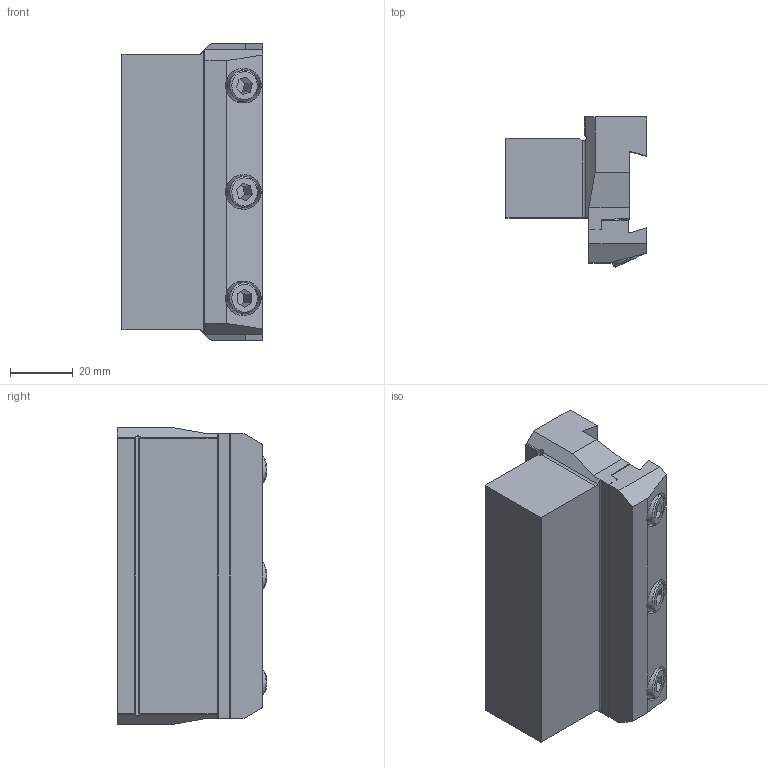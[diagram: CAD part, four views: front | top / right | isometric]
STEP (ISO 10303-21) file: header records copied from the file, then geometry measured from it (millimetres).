
FILE_DESCRIPTION(/* description */ (''),/* implementation_level */ '2;1');
FILE_NAME(/* name */ '150.10-16-20JETI.stp',/* time_stamp */ '2020-04-10T08:14:04+06:00',/* author */ (''),/* organization */ (''),/* preprocessor_version */ 'ST-DEVELOPER v16.7',/* originating_system */ 'SIEMENS PLM Software NX 12.0',/* authorisation */ '');
FILE_SCHEMA (('AUTOMOTIVE_DESIGN { 1 0 10303 214 3 1 1 1 }'));
Length unit declared in the file: millimetre
Products named in the file (1): inpu844CB4243ehi
Bounding box: 45.2 x 47.88 x 95 mm (x, y, z)
Volume: 125587.6 mm3; surface area: 26151.3 mm2
Topology: 4 solids, 4 shells, 131 faces, 367 edges, 244 vertices
Faces by surface type: plane 95, cylinder 27, cone 9
Full cylindrical faces by diameter (mm): 6 x3, 10 x3
Entity records: 4243 total; most frequent: CARTESIAN_POINT 770, DIRECTION 707, ORIENTED_EDGE 692, EDGE_CURVE 346, LINE 245, VECTOR 245, VERTEX_POINT 235, AXIS2_PLACEMENT_3D 231
